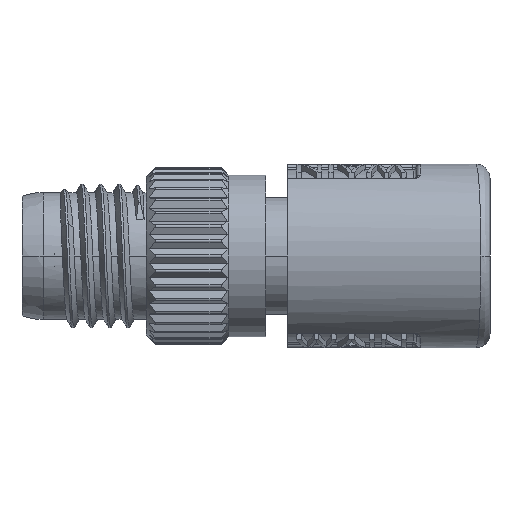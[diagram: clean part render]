
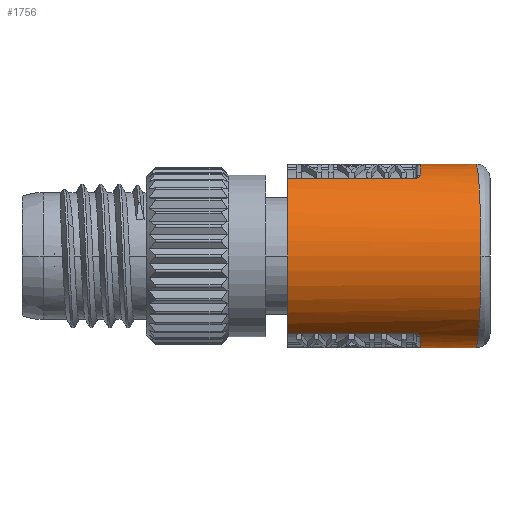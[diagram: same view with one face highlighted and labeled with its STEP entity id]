
A CAD part, left-side view. The second image highlights one B-rep face of the part: STEP entity #1756.
In plain terms, the highlighted cylindrical face has radius 5 mm (diameter 10 mm), a partial arc.
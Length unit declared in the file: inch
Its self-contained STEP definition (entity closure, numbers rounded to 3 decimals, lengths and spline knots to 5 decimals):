
#210=B_SPLINE_CURVE_WITH_KNOTS('',3,(#11958,#11959,#11960,#11961),
 .UNSPECIFIED.,.F.,.F.,(4,4),(0.,1.),.UNSPECIFIED.);
#214=B_SPLINE_CURVE_WITH_KNOTS('',3,(#11982,#11983,#11984,#11985),
 .UNSPECIFIED.,.F.,.F.,(4,4),(0.,1.),.UNSPECIFIED.);
#216=B_SPLINE_CURVE_WITH_KNOTS('',3,(#11994,#11995,#11996,#11997),
 .UNSPECIFIED.,.F.,.F.,(4,4),(0.,1.),.UNSPECIFIED.);
#217=B_SPLINE_CURVE_WITH_KNOTS('',3,(#11999,#12000,#12001,#12002),
 .UNSPECIFIED.,.F.,.F.,(4,4),(0.,1.),.UNSPECIFIED.);
#219=B_SPLINE_CURVE_WITH_KNOTS('',3,(#12013,#12014,#12015,#12016,#12017,
#12018),.UNSPECIFIED.,.F.,.F.,(4,2,4),(0.,0.5,1.),.UNSPECIFIED.);
#220=B_SPLINE_CURVE_WITH_KNOTS('',3,(#12177,#12178,#12179,#12180,#12181,
#12182),.UNSPECIFIED.,.F.,.F.,(4,2,4),(0.,0.5,1.),.UNSPECIFIED.);
#222=B_SPLINE_CURVE_WITH_KNOTS('',3,(#12348,#12349,#12350,#12351),
 .UNSPECIFIED.,.F.,.F.,(4,4),(0.,1.),.UNSPECIFIED.);
#225=B_SPLINE_CURVE_WITH_KNOTS('',3,(#12363,#12364,#12365,#12366),
 .UNSPECIFIED.,.F.,.F.,(4,4),(0.,1.),.UNSPECIFIED.);
#633=CYLINDRICAL_SURFACE('',#7489,0.19685);
#951=LINE('',#12619,#1363);
#952=LINE('',#12620,#1364);
#957=LINE('',#12638,#1369);
#958=LINE('',#12644,#1370);
#1363=VECTOR('',#8639,1.);
#1364=VECTOR('',#8640,1.);
#1369=VECTOR('',#8663,1.);
#1370=VECTOR('',#8670,1.);
#1756=ADVANCED_FACE('',(#2383),#633,.T.);
#2383=FACE_OUTER_BOUND('',#2804,.T.);
#2804=EDGE_LOOP('',(#4056,#4057,#4058,#4059,#4060,#4061,#4062,#4063,#4064,
#4065,#4066,#4067,#4068,#4069,#4070));
#4056=ORIENTED_EDGE('',*,*,#6400,.F.);
#4057=ORIENTED_EDGE('',*,*,#6313,.T.);
#4058=ORIENTED_EDGE('',*,*,#6311,.F.);
#4059=ORIENTED_EDGE('',*,*,#6309,.F.);
#4060=ORIENTED_EDGE('',*,*,#6307,.T.);
#4061=ORIENTED_EDGE('',*,*,#6399,.F.);
#4062=ORIENTED_EDGE('',*,*,#6306,.T.);
#4063=ORIENTED_EDGE('',*,*,#6305,.T.);
#4064=ORIENTED_EDGE('',*,*,#6303,.T.);
#4065=ORIENTED_EDGE('',*,*,#6409,.T.);
#4066=ORIENTED_EDGE('',*,*,#6411,.F.);
#4067=ORIENTED_EDGE('',*,*,#6412,.T.);
#4068=ORIENTED_EDGE('',*,*,#6316,.T.);
#4069=ORIENTED_EDGE('',*,*,#6300,.T.);
#4070=ORIENTED_EDGE('',*,*,#6297,.T.);
#5407=VERTEX_POINT('',#11309);
#5411=VERTEX_POINT('',#11330);
#5416=VERTEX_POINT('',#11668);
#5420=VERTEX_POINT('',#11689);
#5463=VERTEX_POINT('',#11950);
#5465=VERTEX_POINT('',#11967);
#5467=VERTEX_POINT('',#11976);
#5468=VERTEX_POINT('',#11981);
#5469=VERTEX_POINT('',#11991);
#5470=VERTEX_POINT('',#12003);
#5471=VERTEX_POINT('',#12019);
#5472=VERTEX_POINT('',#12183);
#5473=VERTEX_POINT('',#12357);
#5521=VERTEX_POINT('',#12639);
#5522=VERTEX_POINT('',#12643);
#6297=EDGE_CURVE('',#5463,#5407,#210,.T.);
#6300=EDGE_CURVE('',#5465,#5463,#7052,.T.);
#6303=EDGE_CURVE('',#5467,#5468,#214,.T.);
#6305=EDGE_CURVE('',#5469,#5467,#7053,.T.);
#6306=EDGE_CURVE('',#5420,#5469,#216,.T.);
#6307=EDGE_CURVE('',#5470,#5416,#217,.T.);
#6309=EDGE_CURVE('',#5470,#5471,#219,.T.);
#6311=EDGE_CURVE('',#5471,#5472,#220,.T.);
#6313=EDGE_CURVE('',#5411,#5472,#222,.T.);
#6316=EDGE_CURVE('',#5473,#5465,#225,.T.);
#6399=EDGE_CURVE('',#5420,#5416,#951,.T.);
#6400=EDGE_CURVE('',#5411,#5407,#952,.T.);
#6409=EDGE_CURVE('',#5468,#5521,#957,.T.);
#6411=EDGE_CURVE('',#5522,#5521,#7071,.T.);
#6412=EDGE_CURVE('',#5522,#5473,#958,.T.);
#7052=CIRCLE('',#7419,0.19685);
#7053=CIRCLE('',#7422,0.19685);
#7071=CIRCLE('',#7488,0.19685);
#7419=AXIS2_PLACEMENT_3D('',#11970,#8470,#8471);
#7422=AXIS2_PLACEMENT_3D('',#11992,#8476,#8477);
#7488=AXIS2_PLACEMENT_3D('',#12642,#8668,#8669);
#7489=AXIS2_PLACEMENT_3D('',#12645,#8671,#8672);
#8470=DIRECTION('',(0.,-1.,0.));
#8471=DIRECTION('',(-0.474,0.,-0.88));
#8476=DIRECTION('',(0.,-1.,0.));
#8477=DIRECTION('',(-0.041,0.,0.999));
#8639=DIRECTION('',(0.,-1.,0.));
#8640=DIRECTION('',(0.,1.,0.));
#8663=DIRECTION('',(0.,1.,0.));
#8668=DIRECTION('',(0.,1.,0.));
#8669=DIRECTION('',(-0.546,0.,-0.838));
#8670=DIRECTION('',(0.,-1.,0.));
#8671=DIRECTION('',(0.,1.,0.));
#8672=DIRECTION('',(0.,0.,-1.));
#11309=CARTESIAN_POINT('',(0.,-0.06271,-0.19685));
#11330=CARTESIAN_POINT('',(0.,-0.18271,-0.19685));
#11668=CARTESIAN_POINT('',(0.,-0.1827,0.19685));
#11689=CARTESIAN_POINT('',(0.,-0.06271,0.19685));
#11950=CARTESIAN_POINT('',(-0.00812,-0.06482,-0.19668));
#11958=CARTESIAN_POINT('',(-0.00812,-0.06482,-0.19668));
#11959=CARTESIAN_POINT('',(-0.00522,-0.06482,-0.1968));
#11960=CARTESIAN_POINT('',(-0.00251,-0.06412,-0.19685));
#11961=CARTESIAN_POINT('',(0.,-0.06271,-0.19685));
#11967=CARTESIAN_POINT('',(-0.09335,-0.06482,-0.17331));
#11970=CARTESIAN_POINT('',(0.,-0.06482,0.));
#11976=CARTESIAN_POINT('',(-0.09335,-0.06482,0.17331));
#11981=CARTESIAN_POINT('',(-0.10749,-0.04921,0.16491));
#11982=CARTESIAN_POINT('',(-0.09335,-0.06482,0.17331));
#11983=CARTESIAN_POINT('',(-0.10151,-0.06482,0.16891));
#11984=CARTESIAN_POINT('',(-0.10746,-0.0577,0.16493));
#11985=CARTESIAN_POINT('',(-0.10749,-0.04921,0.16491));
#11991=CARTESIAN_POINT('',(-0.00812,-0.06482,0.19668));
#11992=CARTESIAN_POINT('',(0.,-0.06482,0.));
#11994=CARTESIAN_POINT('',(0.,-0.06271,0.19685));
#11995=CARTESIAN_POINT('',(-0.00251,-0.06412,0.19685));
#11996=CARTESIAN_POINT('',(-0.00522,-0.06482,0.1968));
#11997=CARTESIAN_POINT('',(-0.00812,-0.06482,0.19668));
#11999=CARTESIAN_POINT('',(-0.00213,-0.18323,0.19684));
#12000=CARTESIAN_POINT('',(-0.00142,-0.18306,0.19685));
#12001=CARTESIAN_POINT('',(-0.00071,-0.18288,0.19685));
#12002=CARTESIAN_POINT('',(0.,-0.18271,0.19685));
#12003=CARTESIAN_POINT('',(-0.00213,-0.18323,0.19684));
#12013=CARTESIAN_POINT('',(-0.00213,-0.18323,0.19684));
#12014=CARTESIAN_POINT('',(-0.04727,-0.18666,0.19635));
#12015=CARTESIAN_POINT('',(-0.0957,-0.18955,0.17945));
#12016=CARTESIAN_POINT('',(-0.1709,-0.19366,0.11025));
#12017=CARTESIAN_POINT('',(-0.19687,-0.19488,0.05755));
#12018=CARTESIAN_POINT('',(-0.19685,-0.19488,-0.00007));
#12019=CARTESIAN_POINT('',(-0.19685,-0.19488,-0.00007));
#12177=CARTESIAN_POINT('',(-0.19685,-0.19488,-0.00007));
#12178=CARTESIAN_POINT('',(-0.19683,-0.19488,-0.05766));
#12179=CARTESIAN_POINT('',(-0.17084,-0.19366,-0.11032));
#12180=CARTESIAN_POINT('',(-0.09565,-0.18955,-0.17947));
#12181=CARTESIAN_POINT('',(-0.04725,-0.18666,-0.19635));
#12182=CARTESIAN_POINT('',(-0.00213,-0.18323,-0.19684));
#12183=CARTESIAN_POINT('',(-0.00213,-0.18323,-0.19684));
#12348=CARTESIAN_POINT('',(0.,-0.18271,-0.19685));
#12349=CARTESIAN_POINT('',(-0.00071,-0.18288,-0.19685));
#12350=CARTESIAN_POINT('',(-0.00142,-0.18306,-0.19685));
#12351=CARTESIAN_POINT('',(-0.00213,-0.18323,-0.19684));
#12357=CARTESIAN_POINT('',(-0.10749,-0.04921,-0.16491));
#12363=CARTESIAN_POINT('',(-0.10749,-0.04921,-0.16491));
#12364=CARTESIAN_POINT('',(-0.10747,-0.05768,-0.16493));
#12365=CARTESIAN_POINT('',(-0.10152,-0.06482,-0.16891));
#12366=CARTESIAN_POINT('',(-0.09335,-0.06482,-0.17331));
#12619=CARTESIAN_POINT('',(0.,-0.06271,0.19685));
#12620=CARTESIAN_POINT('',(0.,-0.18271,-0.19685));
#12638=CARTESIAN_POINT('',(-0.10749,-0.04921,0.16491));
#12639=CARTESIAN_POINT('',(-0.10749,0.2185,0.16491));
#12642=CARTESIAN_POINT('',(0.,0.2185,0.));
#12643=CARTESIAN_POINT('',(-0.10749,0.2185,-0.16491));
#12644=CARTESIAN_POINT('',(-0.10749,0.2185,-0.16491));
#12645=CARTESIAN_POINT('',(0.,-0.21457,0.));
